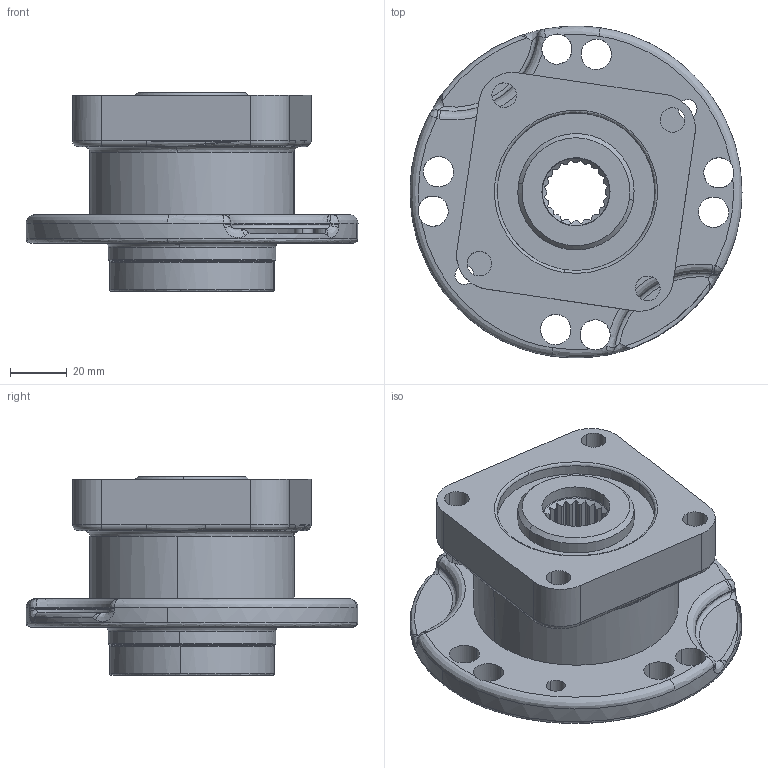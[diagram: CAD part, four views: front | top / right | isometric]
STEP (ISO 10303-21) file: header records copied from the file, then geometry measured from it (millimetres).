
FILE_DESCRIPTION(/* description */ (''),/* implementation_level */ '2;1');
FILE_NAME(/* name */ 'P6',/* time_stamp */ '2017-08-10T08:36:15+02:00',/* author */ (''),/* organization */ (''),/* preprocessor_version */ 'ST-DEVELOPER v15',/* originating_system */ '',/* authorisation */ '');
FILE_SCHEMA (('CONFIG_CONTROL_DESIGN'));
Length unit declared in the file: millimetre
Products named in the file (1): Document
Bounding box: 117 x 116.94 x 70.01 mm (x, y, z)
Surface area: 50043.3 mm2 (no closed solid volume)
Topology: 0 solids, 1 shells, 244 faces, 697 edges, 450 vertices
Faces by surface type: bspline 224, plane 20
Entity records: 14361 total; most frequent: CARTESIAN_POINT 10483, ORIENTED_EDGE 1368, EDGE_CURVE 696, VERTEX_POINT 450, B_SPLINE_CURVE_WITH_KNOTS 395, EDGE_LOOP 276, ADVANCED_FACE 244, FACE_OUTER_BOUND 244
